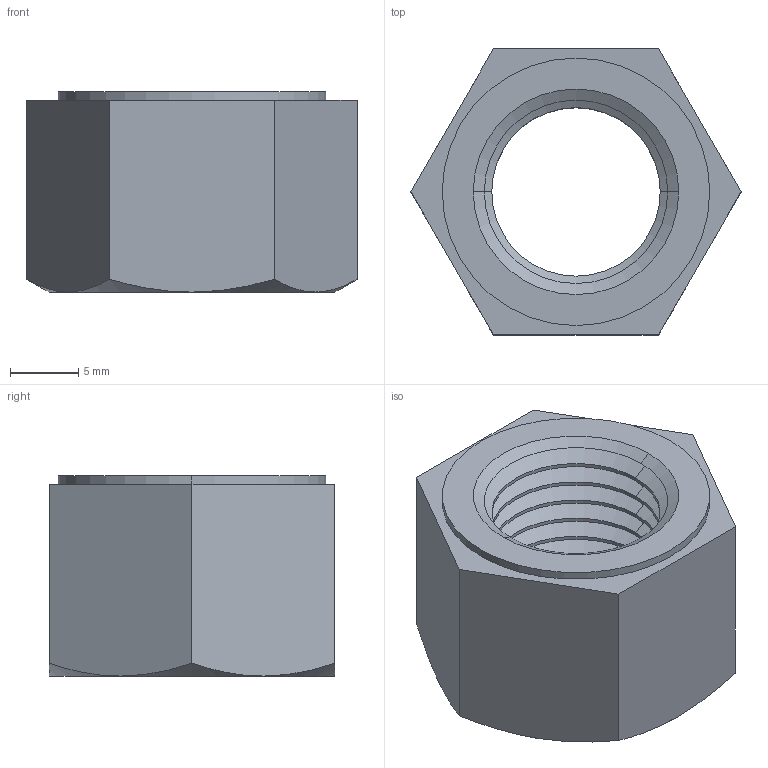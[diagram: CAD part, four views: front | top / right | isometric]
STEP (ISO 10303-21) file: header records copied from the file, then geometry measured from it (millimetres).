
FILE_DESCRIPTION (( 'STEP AP214' ), '1' );
FILE_NAME ('M14-A.STEP', '2021-10-17T16:34:27', ( 'China' ), ( 'Home' ), 'SwSTEP 2.0', 'SolidWorks 2018', '' );
FILE_SCHEMA (( 'AUTOMOTIVE_DESIGN' ));
Length unit declared in the file: millimetre
Products named in the file (1): M14-A
Bounding box: 24.25 x 21 x 14.7 mm (x, y, z)
Volume: 3459.7 mm3; surface area: 2608.5 mm2
Topology: 1 solids, 1 shells, 74 faces, 152 edges, 81 vertices
Faces by surface type: cone 47, cylinder 18, plane 9
Entity records: 1983 total; most frequent: CARTESIAN_POINT 380, DIRECTION 359, ORIENTED_EDGE 304, EDGE_CURVE 152, AXIS2_PLACEMENT_3D 144, VERTEX_POINT 81, EDGE_LOOP 77, ADVANCED_FACE 74
